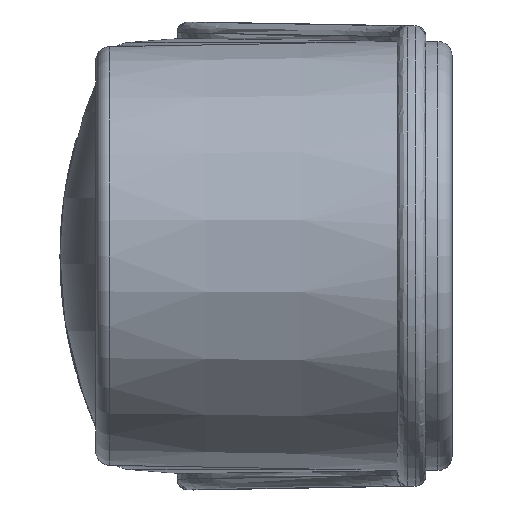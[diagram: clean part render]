
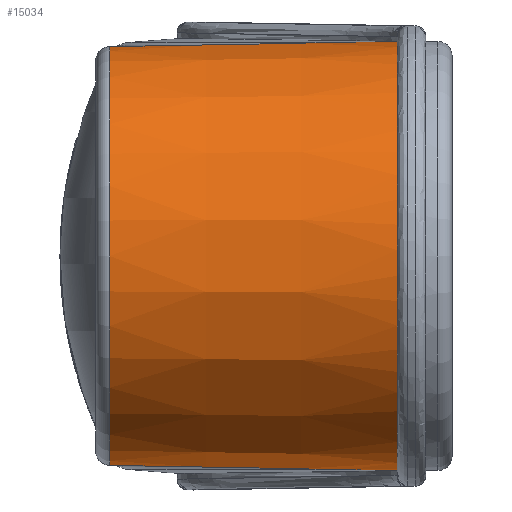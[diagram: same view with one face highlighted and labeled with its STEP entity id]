
A CAD part, left-side view. The second image highlights one B-rep face of the part: STEP entity #15034.
In plain terms, the highlighted conical face has half-angle 1 degrees and reference radius 30.1 mm.
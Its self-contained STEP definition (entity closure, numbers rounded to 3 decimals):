
#586=ELLIPSE('',#15939,30.051,30.051);
#587=ELLIPSE('',#15942,30.051,30.051);
#1165=B_SPLINE_CURVE_WITH_KNOTS('',3,(#30341,#30342,#30343,#30344),
 .UNSPECIFIED.,.F.,.F.,(4,4),(0.,0.007),
 .UNSPECIFIED.);
#1188=B_SPLINE_CURVE_WITH_KNOTS('',3,(#31493,#31494,#31495,#31496),
 .UNSPECIFIED.,.F.,.F.,(4,4),(0.003,0.009),
 .UNSPECIFIED.);
#1195=B_SPLINE_CURVE_WITH_KNOTS('',3,(#35119,#35120,#35121,#35122,#35123,
#35124,#35125,#35126,#35127,#35128,#35129,#35130,#35131,#35132,#35133,#35134,
#35135,#35136,#35137),.UNSPECIFIED.,.F.,.F.,(4,1,1,1,1,1,1,1,1,1,1,1,1,
1,1,1,4),(0.,0.001,0.002,0.003,
0.005,0.006,0.01,0.013,
0.016,0.019,0.026,0.032,
0.038,0.042,0.045,0.048,
0.051),.UNSPECIFIED.);
#1197=B_SPLINE_CURVE_WITH_KNOTS('',3,(#35147,#35148,#35149,#35150,#35151,
#35152,#35153,#35154,#35155,#35156,#35157,#35158,#35159,#35160,#35161,#35162,
#35163,#35164),.UNSPECIFIED.,.F.,.F.,(4,1,1,1,1,1,1,1,1,1,1,1,1,1,1,4),
(0.066,0.072,0.079,0.082,
0.085,0.092,0.098,0.101,
0.104,0.108,0.111,0.112,
0.114,0.116,0.116,0.117),
 .UNSPECIFIED.);
#1212=B_SPLINE_CURVE_WITH_KNOTS('',3,(#35743,#35744,#35745,#35746,#35747,
#35748,#35749,#35750,#35751,#35752,#35753),.UNSPECIFIED.,.F.,.F.,(4,1,1,
1,1,1,1,1,4),(0.,0.012,0.024,0.036,
0.048,0.06,0.072,0.084,
0.096),.UNSPECIFIED.);
#5355=ORIENTED_EDGE('',*,*,#9146,.F.);
#5356=ORIENTED_EDGE('',*,*,#9165,.T.);
#5357=ORIENTED_EDGE('',*,*,#9144,.F.);
#5358=ORIENTED_EDGE('',*,*,#9129,.F.);
#5359=ORIENTED_EDGE('',*,*,#9163,.T.);
#5360=ORIENTED_EDGE('',*,*,#9166,.T.);
#5361=ORIENTED_EDGE('',*,*,#9167,.T.);
#5362=ORIENTED_EDGE('',*,*,#9098,.F.);
#9098=EDGE_CURVE('',#11125,#11126,#1165,.T.);
#9129=EDGE_CURVE('',#11144,#11145,#1188,.T.);
#9144=EDGE_CURVE('',#11145,#11150,#1195,.T.);
#9146=EDGE_CURVE('',#11151,#11125,#1197,.T.);
#9163=EDGE_CURVE('',#11144,#11163,#586,.T.);
#9165=EDGE_CURVE('',#11151,#11150,#12161,.T.);
#9166=EDGE_CURVE('',#11163,#11164,#1212,.T.);
#9167=EDGE_CURVE('',#11164,#11126,#587,.T.);
#11125=VERTEX_POINT('',#30340);
#11126=VERTEX_POINT('',#30345);
#11144=VERTEX_POINT('',#31492);
#11145=VERTEX_POINT('',#31497);
#11150=VERTEX_POINT('',#35138);
#11151=VERTEX_POINT('',#35146);
#11163=VERTEX_POINT('',#35739);
#11164=VERTEX_POINT('',#35754);
#12161=CIRCLE('',#15941,29.349);
#12882=EDGE_LOOP('',(#5355,#5356,#5357,#5358,#5359,#5360,#5361,#5362));
#13891=FACE_BOUND('',#12882,.T.);
#14514=CONICAL_SURFACE('',#15940,30.1,0.017);
#15034=ADVANCED_FACE('',(#13891),#14514,.T.);
#15939=AXIS2_PLACEMENT_3D('',#35738,#17585,#17586);
#15940=AXIS2_PLACEMENT_3D('',#35741,#17588,#17589);
#15941=AXIS2_PLACEMENT_3D('',#35742,#17590,#17591);
#15942=AXIS2_PLACEMENT_3D('',#35755,#17592,#17593);
#17585=DIRECTION('',(0.,1.,0.));
#17586=DIRECTION('',(-0.005,0.,-1.));
#17588=DIRECTION('',(0.,-1.,0.));
#17589=DIRECTION('',(-1.,0.,0.));
#17590=DIRECTION('',(0.,-1.,0.));
#17591=DIRECTION('',(1.,0.,0.));
#17592=DIRECTION('',(0.,1.,0.));
#17593=DIRECTION('',(-0.005,0.,1.));
#30340=CARTESIAN_POINT('',(1.538,14.432,29.894));
#30341=CARTESIAN_POINT('',(1.538,14.432,29.894));
#30342=CARTESIAN_POINT('',(1.387,12.18,29.941));
#30343=CARTESIAN_POINT('',(1.238,9.927,29.987));
#30344=CARTESIAN_POINT('',(1.049,7.677,30.033));
#30345=CARTESIAN_POINT('',(1.049,7.677,30.033));
#31492=CARTESIAN_POINT('',(1.049,7.677,-30.033));
#31493=CARTESIAN_POINT('',(1.049,7.677,-30.033));
#31494=CARTESIAN_POINT('',(1.238,9.927,-29.987));
#31495=CARTESIAN_POINT('',(1.387,12.18,-29.941));
#31496=CARTESIAN_POINT('',(1.538,14.432,-29.894));
#31497=CARTESIAN_POINT('',(1.538,14.432,-29.894));
#35119=CARTESIAN_POINT('',(1.538,14.432,-29.894));
#35120=CARTESIAN_POINT('',(1.723,14.634,-29.881));
#35121=CARTESIAN_POINT('',(2.178,14.912,-29.849));
#35122=CARTESIAN_POINT('',(3.07,15.489,-29.763));
#35123=CARTESIAN_POINT('',(4.181,16.212,-29.619));
#35124=CARTESIAN_POINT('',(5.458,17.151,-29.393));
#35125=CARTESIAN_POINT('',(7.084,18.475,-29.031));
#35126=CARTESIAN_POINT('',(9.009,20.238,-28.472));
#35127=CARTESIAN_POINT('',(11.156,22.464,-27.655));
#35128=CARTESIAN_POINT('',(13.077,24.858,-26.75));
#35129=CARTESIAN_POINT('',(15.437,28.134,-25.428));
#35130=CARTESIAN_POINT('',(18.115,32.287,-23.548));
#35131=CARTESIAN_POINT('',(21.128,37.166,-20.786));
#35132=CARTESIAN_POINT('',(23.512,40.974,-17.894));
#35133=CARTESIAN_POINT('',(25.294,43.639,-15.107));
#35134=CARTESIAN_POINT('',(26.541,45.413,-12.729));
#35135=CARTESIAN_POINT('',(27.616,46.867,-10.132));
#35136=CARTESIAN_POINT('',(28.203,47.629,-8.203));
#35137=CARTESIAN_POINT('',(28.448,47.942,-7.216));
#35138=CARTESIAN_POINT('',(28.448,47.942,-7.216));
#35146=CARTESIAN_POINT('',(28.448,47.942,7.216));
#35147=CARTESIAN_POINT('',(28.448,47.942,7.216));
#35148=CARTESIAN_POINT('',(27.958,47.315,9.193));
#35149=CARTESIAN_POINT('',(26.6,45.536,12.9));
#35150=CARTESIAN_POINT('',(24.427,42.376,16.576));
#35151=CARTESIAN_POINT('',(22.548,39.434,19.063));
#35152=CARTESIAN_POINT('',(20.63,36.358,21.241));
#35153=CARTESIAN_POINT('',(18.127,32.307,23.539));
#35154=CARTESIAN_POINT('',(15.43,28.121,25.433));
#35155=CARTESIAN_POINT('',(13.065,24.845,26.756));
#35156=CARTESIAN_POINT('',(11.146,22.453,27.66));
#35157=CARTESIAN_POINT('',(8.999,20.228,28.475));
#35158=CARTESIAN_POINT('',(7.078,18.469,29.033));
#35159=CARTESIAN_POINT('',(5.448,17.144,29.395));
#35160=CARTESIAN_POINT('',(4.178,16.209,29.619));
#35161=CARTESIAN_POINT('',(3.068,15.488,29.763));
#35162=CARTESIAN_POINT('',(2.176,14.911,29.849));
#35163=CARTESIAN_POINT('',(1.722,14.634,29.881));
#35164=CARTESIAN_POINT('',(1.538,14.432,29.894));
#35738=CARTESIAN_POINT('',(0.,7.691,0.));
#35739=CARTESIAN_POINT('',(0.817,7.677,-30.041));
#35741=CARTESIAN_POINT('',(0.,4.907,0.));
#35742=CARTESIAN_POINT('',(0.,47.942,0.));
#35743=CARTESIAN_POINT('',(0.817,7.677,-30.041));
#35744=CARTESIAN_POINT('',(-3.19,7.677,-30.149));
#35745=CARTESIAN_POINT('',(-11.227,7.677,-28.746));
#35746=CARTESIAN_POINT('',(-21.526,7.677,-22.116));
#35747=CARTESIAN_POINT('',(-28.432,7.677,-12.003));
#35748=CARTESIAN_POINT('',(-30.862,7.677,0.));
#35749=CARTESIAN_POINT('',(-28.432,7.677,12.002));
#35750=CARTESIAN_POINT('',(-21.526,7.677,22.115));
#35751=CARTESIAN_POINT('',(-11.229,7.677,28.746));
#35752=CARTESIAN_POINT('',(-3.19,7.677,30.149));
#35753=CARTESIAN_POINT('',(0.817,7.677,30.041));
#35754=CARTESIAN_POINT('',(0.817,7.677,30.041));
#35755=CARTESIAN_POINT('',(0.,7.691,0.));
